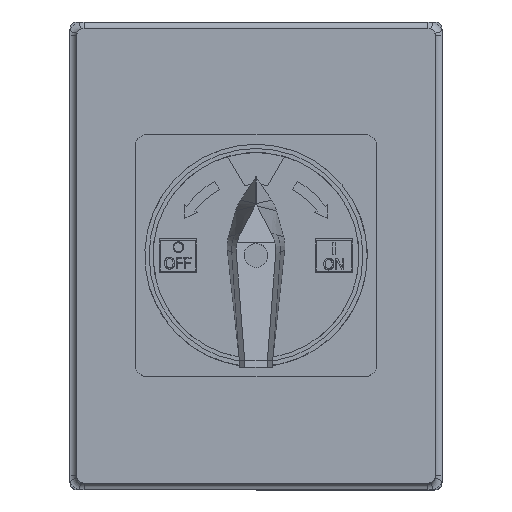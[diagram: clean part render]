
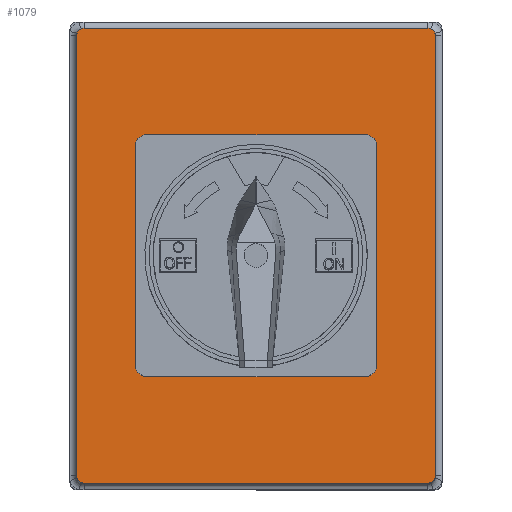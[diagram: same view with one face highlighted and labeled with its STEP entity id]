
A CAD part, top view. The second image highlights one B-rep face of the part: STEP entity #1079.
In plain terms, the highlighted planar face has unit normal (0, 0, 1).
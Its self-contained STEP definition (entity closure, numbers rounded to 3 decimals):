
#767=CARTESIAN_POINT('',(46.2,-61.105,25.86));
#768=VERTEX_POINT('',#767);
#775=CARTESIAN_POINT('',(-46.2,-61.105,25.86));
#776=VERTEX_POINT('',#775);
#777=CARTESIAN_POINT('',(-46.2,-61.105,25.86));
#778=DIRECTION('',(1.0,0.0,0.0));
#779=VECTOR('',#778,92.4);
#780=LINE('',#777,#779);
#781=EDGE_CURVE('',#776,#768,#780,.T.);
#800=CARTESIAN_POINT('',(48.2,-59.105,25.86));
#801=VERTEX_POINT('',#800);
#808=CARTESIAN_POINT('',(46.2,-59.105,25.86));
#809=DIRECTION('',(0.0,0.0,-1.0));
#810=DIRECTION('',(0.707,-0.707,0.0));
#811=AXIS2_PLACEMENT_3D('',#808,#809,#810);
#812=CIRCLE('',#811,2.0);
#813=EDGE_CURVE('',#801,#768,#812,.T.);
#825=CARTESIAN_POINT('',(48.2,59.105,25.86));
#826=VERTEX_POINT('',#825);
#833=CARTESIAN_POINT('',(48.2,-59.105,25.86));
#834=DIRECTION('',(0.0,1.0,0.0));
#835=VECTOR('',#834,118.21);
#836=LINE('',#833,#835);
#837=EDGE_CURVE('',#801,#826,#836,.T.);
#851=CARTESIAN_POINT('',(46.2,61.105,25.86));
#852=VERTEX_POINT('',#851);
#859=CARTESIAN_POINT('',(46.2,59.105,25.86));
#860=DIRECTION('',(0.0,0.0,-1.0));
#861=DIRECTION('',(0.707,0.707,0.0));
#862=AXIS2_PLACEMENT_3D('',#859,#860,#861);
#863=CIRCLE('',#862,2.0);
#864=EDGE_CURVE('',#852,#826,#863,.T.);
#996=CARTESIAN_POINT('',(-48.2,-59.105,25.86));
#997=VERTEX_POINT('',#996);
#998=CARTESIAN_POINT('',(-46.2,-59.105,25.86));
#999=DIRECTION('',(0.0,0.0,-1.0));
#1000=DIRECTION('',(-0.707,-0.707,0.0));
#1001=AXIS2_PLACEMENT_3D('',#998,#999,#1000);
#1002=CIRCLE('',#1001,2.0);
#1003=EDGE_CURVE('',#776,#997,#1002,.T.);
#1023=CARTESIAN_POINT('',(-48.2,59.105,25.86));
#1024=VERTEX_POINT('',#1023);
#1025=CARTESIAN_POINT('',(-48.2,59.105,25.86));
#1026=DIRECTION('',(0.0,-1.0,0.0));
#1027=VECTOR('',#1026,118.21);
#1028=LINE('',#1025,#1027);
#1029=EDGE_CURVE('',#1024,#997,#1028,.T.);
#1040=CARTESIAN_POINT('',(0.,0.,25.86));
#1041=DIRECTION('',(0.0,0.0,1.0));
#1042=DIRECTION('',(1.0,0.0,0.0));
#1043=AXIS2_PLACEMENT_3D('',#1040,#1041,#1042);
#1044=PLANE('',#1043);
#1045=ORIENTED_EDGE('',*,*,#1003,.F.);
#1046=ORIENTED_EDGE('',*,*,#781,.T.);
#1047=ORIENTED_EDGE('',*,*,#813,.F.);
#1048=ORIENTED_EDGE('',*,*,#837,.T.);
#1049=ORIENTED_EDGE('',*,*,#864,.F.);
#1050=CARTESIAN_POINT('',(-46.2,61.105,25.86));
#1051=VERTEX_POINT('',#1050);
#1052=CARTESIAN_POINT('',(46.2,61.105,25.86));
#1053=DIRECTION('',(-1.0,0.0,0.0));
#1054=VECTOR('',#1053,92.4);
#1055=LINE('',#1052,#1054);
#1056=EDGE_CURVE('',#852,#1051,#1055,.T.);
#1057=ORIENTED_EDGE('',*,*,#1056,.T.);
#1058=CARTESIAN_POINT('',(-46.2,59.105,25.86));
#1059=DIRECTION('',(0.0,0.0,-1.0));
#1060=DIRECTION('',(-0.707,0.707,0.0));
#1061=AXIS2_PLACEMENT_3D('',#1058,#1059,#1060);
#1062=CIRCLE('',#1061,2.0);
#1063=EDGE_CURVE('',#1024,#1051,#1062,.T.);
#1064=ORIENTED_EDGE('',*,*,#1063,.F.);
#1065=ORIENTED_EDGE('',*,*,#1029,.T.);
#1066=EDGE_LOOP('',(#1045,#1046,#1047,#1048,#1049,#1057,#1064,#1065));
#1067=FACE_OUTER_BOUND('',#1066,.T.);
#1068=CARTESIAN_POINT('',(18.06,0.,25.86));
#1069=VERTEX_POINT('',#1068);
#1070=CARTESIAN_POINT('',(0.0,0.0,25.86));
#1071=DIRECTION('',(0.0,0.0,-1.0));
#1072=DIRECTION('',(-1.0,0.0,0.0));
#1073=AXIS2_PLACEMENT_3D('',#1070,#1071,#1072);
#1074=CIRCLE('',#1073,18.06);
#1075=EDGE_CURVE('',#1069,#1069,#1074,.T.);
#1076=ORIENTED_EDGE('',*,*,#1075,.T.);
#1077=EDGE_LOOP('',(#1076));
#1078=FACE_BOUND('',#1077,.T.);
#1079=ADVANCED_FACE('',(#1067,#1078),#1044,.T.);
